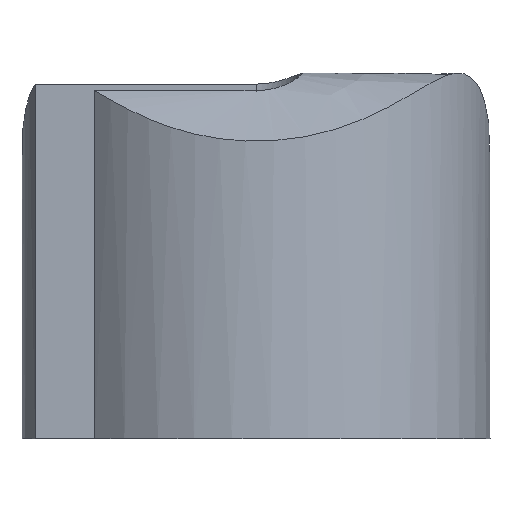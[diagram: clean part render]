
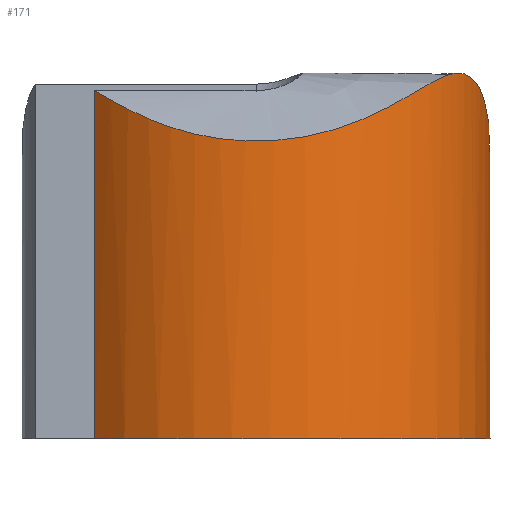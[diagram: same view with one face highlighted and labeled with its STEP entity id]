
A CAD part, front view. The second image highlights one B-rep face of the part: STEP entity #171.
In plain terms, the highlighted cylindrical face has radius 7.6 mm (diameter 15.2 mm), a partial arc.
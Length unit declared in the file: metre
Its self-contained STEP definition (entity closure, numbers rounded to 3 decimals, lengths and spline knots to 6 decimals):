
#19=CIRCLE('',#196,0.0076);
#23=B_SPLINE_CURVE_WITH_KNOTS('',3,(#276,#277,#278,#279,#280,#281,#282,
#283,#284,#285,#286,#287,#288,#289,#290),.UNSPECIFIED.,.F.,.F.,(4,1,1,1,
1,1,1,1,1,1,1,1,4),(0.023626,0.026427,0.027827,
0.029228,0.030628,0.032029,0.033429,
0.03483,0.036231,0.037631,0.040432,
0.043233,0.046035),.UNSPECIFIED.);
#30=ORIENTED_EDGE('',*,*,#78,.T.);
#31=ORIENTED_EDGE('',*,*,#79,.T.);
#32=ORIENTED_EDGE('',*,*,#80,.T.);
#33=ORIENTED_EDGE('',*,*,#81,.F.);
#78=EDGE_CURVE('',#102,#103,#23,.T.);
#79=EDGE_CURVE('',#103,#104,#116,.T.);
#80=EDGE_CURVE('',#104,#105,#19,.T.);
#81=EDGE_CURVE('',#102,#105,#117,.T.);
#102=VERTEX_POINT('',#291);
#103=VERTEX_POINT('',#292);
#104=VERTEX_POINT('',#294);
#105=VERTEX_POINT('',#296);
#116=LINE('',#293,#132);
#117=LINE('',#297,#133);
#132=VECTOR('',#216,1.);
#133=VECTOR('',#219,1.);
#147=EDGE_LOOP('',(#30,#31,#32,#33));
#157=FACE_BOUND('',#147,.T.);
#167=CYLINDRICAL_SURFACE('',#195,0.0076);
#171=ADVANCED_FACE('',(#157),#167,.T.);
#195=AXIS2_PLACEMENT_3D('',#275,#214,#215);
#196=AXIS2_PLACEMENT_3D('',#295,#217,#218);
#214=DIRECTION('',(0.,0.,-1.));
#215=DIRECTION('',(-1.,0.,0.));
#216=DIRECTION('',(0.,0.,-1.));
#217=DIRECTION('',(0.,0.,1.));
#218=DIRECTION('',(1.,0.,0.));
#219=DIRECTION('',(0.,0.,-1.));
#275=CARTESIAN_POINT('',(0.,0.,0.017));
#276=CARTESIAN_POINT('',(0.007259,0.00225,0.007253));
#277=CARTESIAN_POINT('',(0.007482,0.001533,0.007807));
#278=CARTESIAN_POINT('',(0.007623,0.000577,0.008836));
#279=CARTESIAN_POINT('',(0.007588,-0.000722,0.010171));
#280=CARTESIAN_POINT('',(0.00742,-0.001765,0.0111));
#281=CARTESIAN_POINT('',(0.007053,-0.002938,0.011829));
#282=CARTESIAN_POINT('',(0.006382,-0.004207,0.011949));
#283=CARTESIAN_POINT('',(0.00554,-0.005256,0.011487));
#284=CARTESIAN_POINT('',(0.004588,-0.006103,0.010919));
#285=CARTESIAN_POINT('',(0.003506,-0.006785,0.01037));
#286=CARTESIAN_POINT('',(0.001857,-0.007467,0.009785));
#287=CARTESIAN_POINT('',(-0.000496,-0.007762,0.009526));
#288=CARTESIAN_POINT('',(-0.003222,-0.007053,0.010145));
#289=CARTESIAN_POINT('',(-0.004624,-0.006092,0.010949));
#290=CARTESIAN_POINT('',(-0.005245,-0.0055,0.01131));
#291=CARTESIAN_POINT('',(0.007259,0.00225,0.007253));
#292=CARTESIAN_POINT('',(-0.005245,-0.0055,0.01131));
#293=CARTESIAN_POINT('',(-0.005245,-0.0055,0.017));
#294=CARTESIAN_POINT('',(-0.005245,-0.0055,0.));
#295=CARTESIAN_POINT('',(0.,0.,0.));
#296=CARTESIAN_POINT('',(0.007259,0.00225,0.));
#297=CARTESIAN_POINT('',(0.007259,0.00225,0.017));
